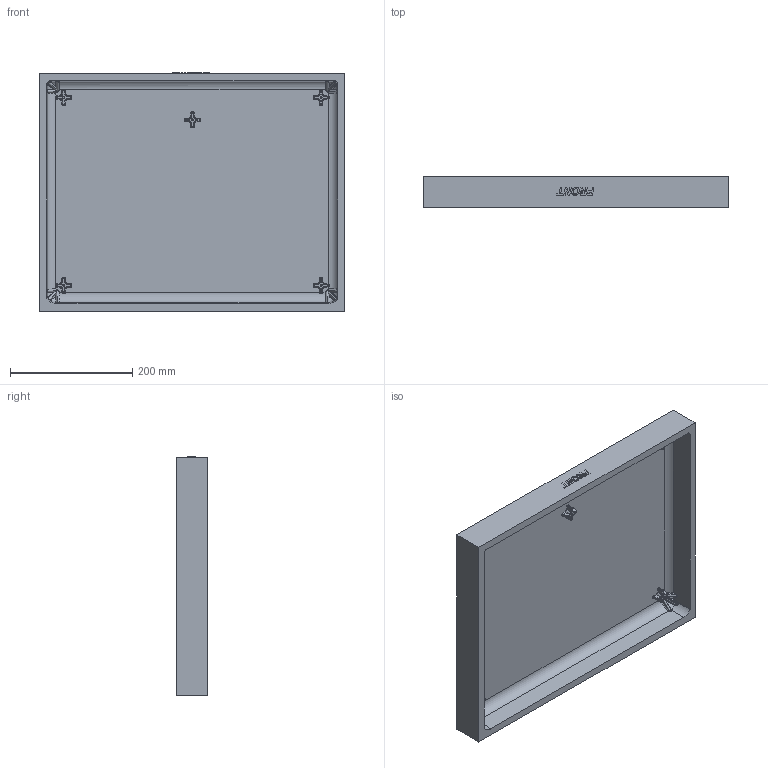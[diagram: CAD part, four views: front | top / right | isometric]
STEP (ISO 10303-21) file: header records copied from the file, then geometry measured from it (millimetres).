
FILE_DESCRIPTION (( 'STEP AP203' ), '1' );
FILE_NAME ('1552-931T-CLR-OEM.STEP', '2008-08-01T17:10:43', ( ' ' ), ( ' ' ), 'SwSTEP 2.0', 'SolidWorks 2007', '' );
FILE_SCHEMA (( 'CONFIG_CONTROL_DESIGN' ));
Length unit declared in the file: inch
Products named in the file (1): 1552-931T-CLR-OEM
Bounding box: 500.31 x 50.8 x 390.16 mm (x, y, z)
Volume: 2150344.6 mm3; surface area: 551027 mm2
Topology: 1 solids, 1 shells, 813 faces, 1909 edges, 1026 vertices
Faces by surface type: bspline 303, cylinder 140, plane 131, sphere 98, torus 86, cone 55
Entity records: 31156 total; most frequent: CARTESIAN_POINT 15284, ORIENTED_EDGE 3646, DIRECTION 2903, EDGE_CURVE 1823, AXIS2_PLACEMENT_3D 1235, VERTEX_POINT 1026, EDGE_LOOP 827, FACE_OUTER_BOUND 813
